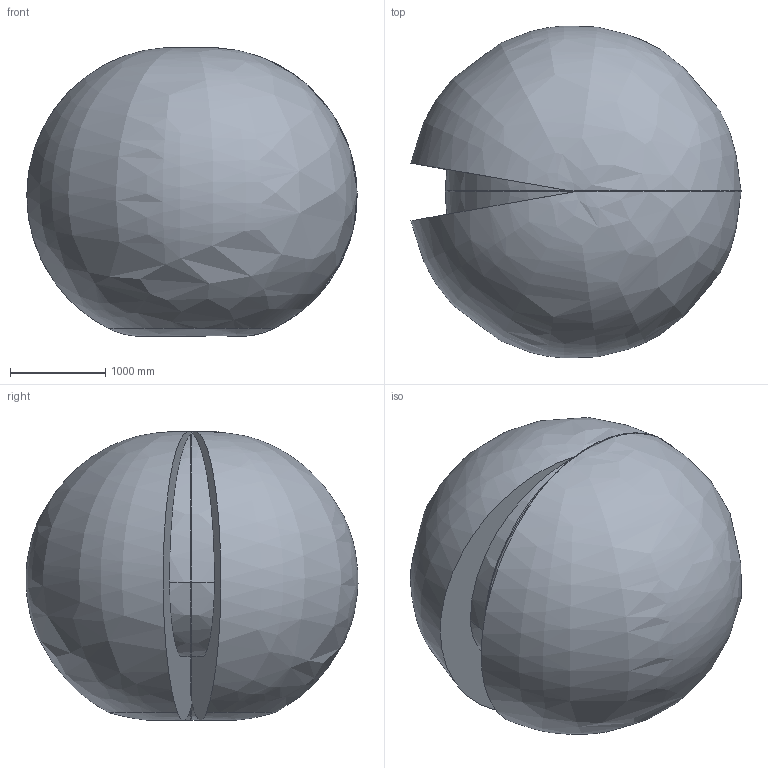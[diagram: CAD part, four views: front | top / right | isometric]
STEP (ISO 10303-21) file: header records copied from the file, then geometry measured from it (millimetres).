
FILE_DESCRIPTION(('FreeCAD Model'),'2;1');
FILE_NAME('Open CASCADE Shape Model','2025-05-02T17:48:55',('FreeCAD'),( 'FreeCAD'),'Open CASCADE STEP processor 7.6','FreeCAD','Unknown');
FILE_SCHEMA(('AUTOMOTIVE_DESIGN { 1 0 10303 214 1 1 1 1 }'));
Products named in the file (1): Open CASCADE STEP translator 7.6 1
Bounding box: 3472.05 x 3489.57 x 3035.04 mm (x, y, z)
Volume: 19549098593 mm3; surface area: 61742357.2 mm2
Topology: 106 solids, 109 shells, 5746 faces, 14279 edges, 8756 vertices
Faces by surface type: bspline 5746
Entity records: 272086 total; most frequent: CARTESIAN_POINT 192187, ORIENTED_EDGE 28031, EDGE_CURVE 14024, VERTEX_POINT 8756, B_SPLINE_CURVE_WITH_KNOTS 8354, FACE_BOUND 6192, EDGE_LOOP 6192, ADVANCED_FACE 5746
